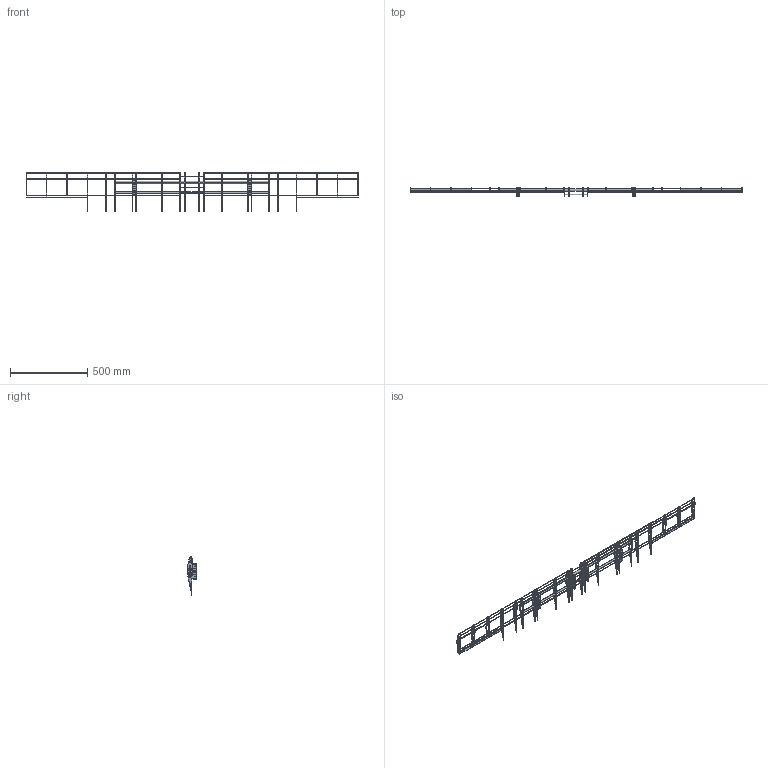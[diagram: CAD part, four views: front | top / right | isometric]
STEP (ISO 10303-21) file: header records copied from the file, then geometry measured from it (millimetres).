
FILE_DESCRIPTION (( 'STEP AP214' ), '1' );
FILE_NAME ('wing.STEP', '2025-06-03T09:28:40', ( '' ), ( '' ), 'SwSTEP 2.0', 'SolidWorks 2024', '' );
FILE_SCHEMA (( 'AUTOMOTIVE_DESIGN' ));
Length unit declared in the file: millimetre
Products named in the file (19): aileron_rib; wingmount layout; 3d print connection rib; back spar; 3d print connection; wing mount rib inner; 3mm dowel mount; stringer; wing layout; aileron_rib root; 16-14 cf; wing; wingmount; 12-10cf; wing_rib; al rod 144; wing_rib root; wing mount rib; 3mm dowel rod
Assembly tree (47 placements, depth 3):
  wingmount layout
  wing layout
  wing
    aileron_rib  x6
    aileron_rib root  x2
    wing_rib  x6
    back spar  x2
    stringer  x8
    3mm dowel rod  x2
    16-14 cf
    12-10cf
    3d print connection rib  x4
    3d print connection  x2
    wing_rib root  x2
    wingmount
      wing mount rib  x2
      wing mount rib inner  x4
      al rod 144  x3
      3mm dowel mount
Bounding box: 2150 x 57.59 x 250.19 mm (x, y, z)
Volume: 702004.7 mm3; surface area: 656135.4 mm2
Topology: 46 solids, 46 shells, 1582 faces, 4442 edges, 2960 vertices
Faces by surface type: plane 768, cylinder 560, bspline 254
Entity records: 18478 total; most frequent: CARTESIAN_POINT 5146, ORIENTED_EDGE 2702, DIRECTION 2503, EDGE_CURVE 1351, VERTEX_POINT 900, AXIS2_PLACEMENT_3D 839, LINE 825, VECTOR 825
